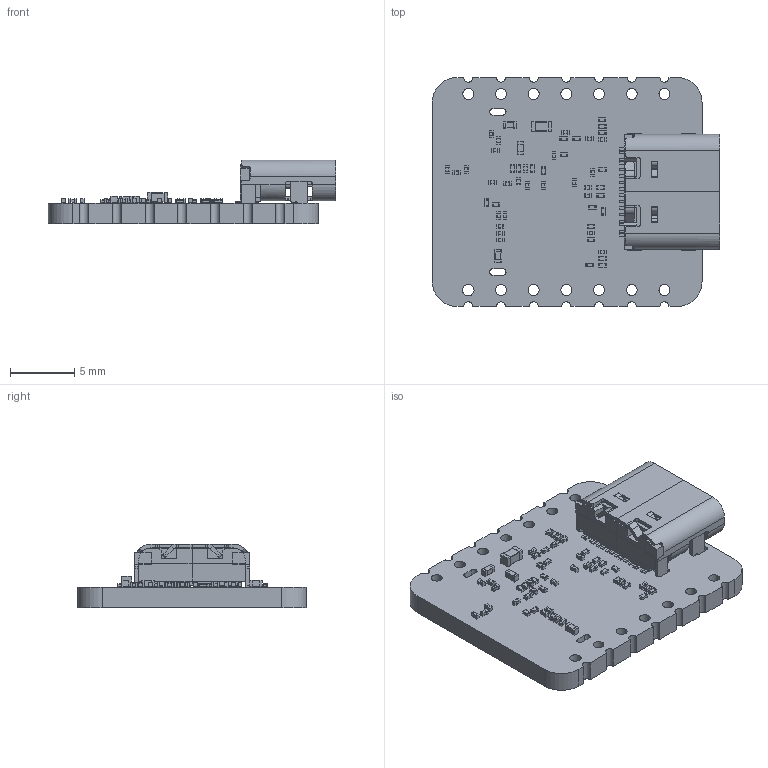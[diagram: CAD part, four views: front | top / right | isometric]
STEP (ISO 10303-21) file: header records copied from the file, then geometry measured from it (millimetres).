
FILE_DESCRIPTION(('KiCad electronic assembly'),'2;1');
FILE_NAME('XIAO ESP32 C6.step','2024-10-26T17:50:45',('Pcbnew'),('Kicad' ),'Open CASCADE STEP processor 7.8','KiCad to STEP converter', 'Unknown');
FILE_SCHEMA(('AUTOMOTIVE_DESIGN { 1 0 10303 214 1 1 1 1 }'));
Length unit declared in the file: millimetre
Products named in the file (14): XIAO ESP32 C6 1; C_0201_0603Metric; C_0402_1005Metric; R_0201_0603Metric; L_0201_0603Metric; USB_C_Receptacle_GCT_USB4105-xx-A_16P_TopMnt_Horizontal; USB_C_Receptacle_16P_TopMnt_Horizontal_GCT_USB4105-xx-A; L_0603_1608Metric; _autosave-XIAO ESP32 C6_PCB
Assembly tree (61 placements, depth 3):
  XIAO ESP32 C6 1
    C_0201_0603Metric  x23
      C_0201_0603Metric
    C_0402_1005Metric  x3
      C_0402_1005Metric
    R_0201_0603Metric  x22
      R_0201_0603Metric
    L_0201_0603Metric  x4
      L_0201_0603Metric
    USB_C_Receptacle_GCT_USB4105-xx-A_16P_TopMnt_Horizontal
      USB_C_Receptacle_16P_TopMnt_Horizontal_GCT_USB4105-xx-A
    L_0603_1608Metric
      L_0603_1608Metric
    _autosave-XIAO ESP32 C6_PCB
Bounding box: 22.32 x 17.78 x 4.96 mm (x, y, z)
Volume: 691.2 mm3; surface area: 1522.8 mm2
Topology: 90 solids, 90 shells, 2175 faces, 5589 edges, 3646 vertices
Faces by surface type: plane 1422, cylinder 745, cone 8
Full cylindrical faces by diameter (mm): 0.5 x2, 0.55 x2, 0.85 x13, 0.889 x1
Entity records: 32551 total; most frequent: CARTESIAN_POINT 4682, DIRECTION 4587, ORIENTED_EDGE 4434, EDGE_CURVE 2217, LINE 1693, VECTOR 1693, AXIS2_PLACEMENT_3D 1447, VERTEX_POINT 1426
